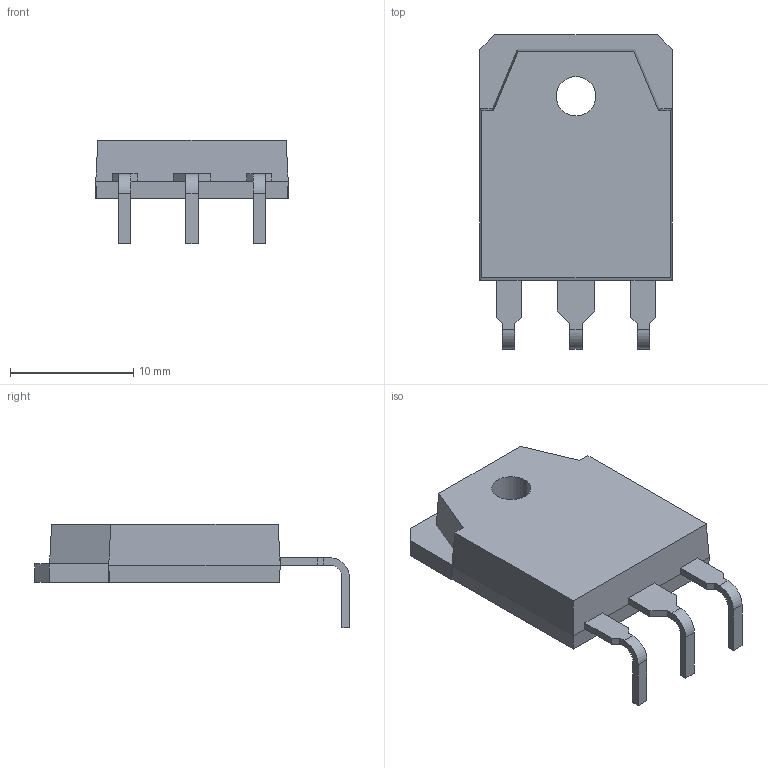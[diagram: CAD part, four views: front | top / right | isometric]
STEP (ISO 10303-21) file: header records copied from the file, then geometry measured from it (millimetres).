
FILE_DESCRIPTION (( 'STEP AP214' ), '1' );
FILE_NAME ('5E0B1B63-C2D6-4517-AF63-BA07AF9FF4E1.STEP', '2024-04-14T04:35:04', ( '' ), ( '' ), 'SwSTEP 2.0', 'SolidWorks 2022', '' );
FILE_SCHEMA (( 'AUTOMOTIVE_DESIGN' ));
Length unit declared in the file: millimetre
Products named in the file (1): 5E0B1B63-C2D6-4517-AF63-BA07AF9FF4E1
Bounding box: 15.6 x 25.5 x 8.36 mm (x, y, z)
Volume: 1364.9 mm3; surface area: 1817 mm2
Topology: 7 solids, 7 shells, 84 faces, 210 edges, 140 vertices
Faces by surface type: plane 70, cylinder 14
Entity records: 3506 total; most frequent: CARTESIAN_POINT 435, ORIENTED_EDGE 420, DIRECTION 408, EDGE_CURVE 210, VECTOR 182, LINE 182, VERTEX_POINT 140, AXIS2_PLACEMENT_3D 113
